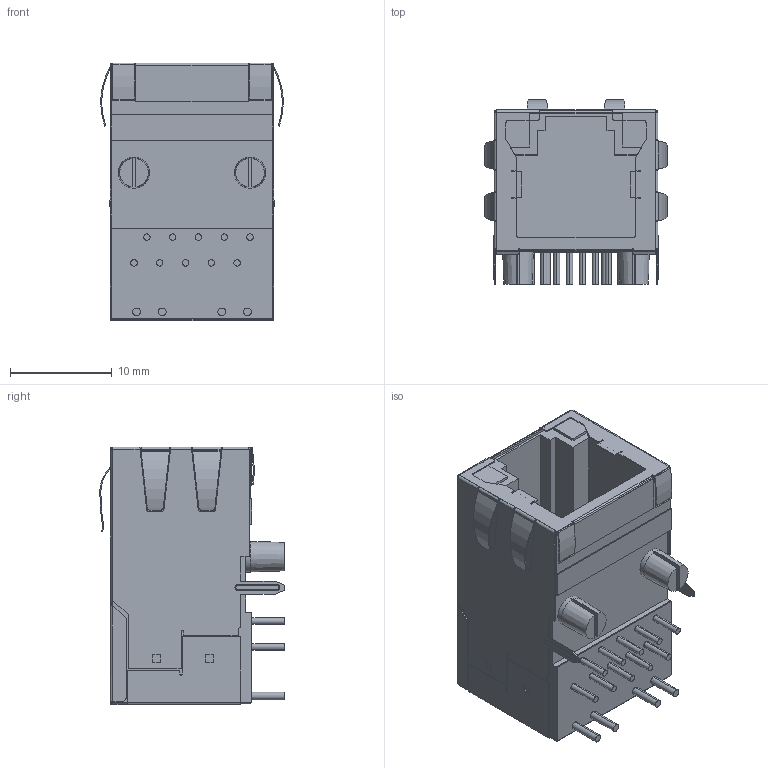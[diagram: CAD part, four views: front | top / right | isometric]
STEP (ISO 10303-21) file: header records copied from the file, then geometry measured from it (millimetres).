
FILE_DESCRIPTION (( 'STEP AP214' ), '1' );
FILE_NAME ('SI-51009-F.STEP', '2019-08-22T11:18:30', ( '' ), ( '' ), 'SwSTEP 2.0', 'SolidWorks 2017', '' );
FILE_SCHEMA (( 'AUTOMOTIVE_DESIGN' ));
Length unit declared in the file: inch
Products named in the file (1): SI-51009-F
Bounding box: 17.97 x 18.16 x 25.4 mm (x, y, z)
Volume: 3337.1 mm3; surface area: 5866.4 mm2
Topology: 18 solids, 18 shells, 553 faces, 1390 edges, 858 vertices
Faces by surface type: plane 341, cylinder 187, bspline 13, cone 4, sphere 4, torus 4
Entity records: 17093 total; most frequent: CARTESIAN_POINT 3723, ORIENTED_EDGE 2772, DIRECTION 2620, EDGE_CURVE 1386, LINE 958, VECTOR 958, VERTEX_POINT 858, AXIS2_PLACEMENT_3D 831
